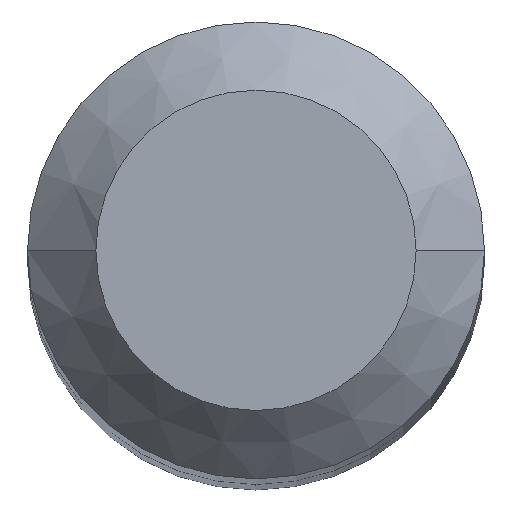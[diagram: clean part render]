
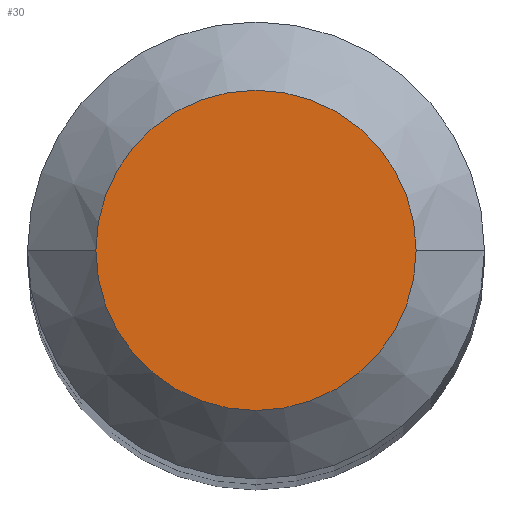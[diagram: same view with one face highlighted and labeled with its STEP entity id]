
A CAD part, top view. The second image highlights one B-rep face of the part: STEP entity #30.
In plain terms, the highlighted planar face has unit normal (0, 0, 1).
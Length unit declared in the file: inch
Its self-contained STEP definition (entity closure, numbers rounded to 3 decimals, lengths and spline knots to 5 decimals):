
#6 = EDGE_CURVE ( 'NONE', #179, #195, #211, .T. ) ;
#13 = ORIENTED_EDGE ( 'NONE', *, *, #194, .T. ) ;
#30 = ADVANCED_FACE ( 'NONE', ( #268 ), #87, .F. ) ;
#62 = AXIS2_PLACEMENT_3D ( 'NONE', #170, #359, #386 ) ;
#86 = DIRECTION ( 'NONE',  ( 0., 0., 1. ) ) ;
#87 = PLANE ( 'NONE',  #234 ) ;
#117 = CARTESIAN_POINT ( 'NONE',  ( -0.07325, 0., 0. ) ) ;
#164 = EDGE_LOOP ( 'NONE', ( #299, #13 ) ) ;
#170 = CARTESIAN_POINT ( 'NONE',  ( 0., 0., 0. ) ) ;
#179 = VERTEX_POINT ( 'NONE', #117 ) ;
#194 = EDGE_CURVE ( 'NONE', #195, #179, #381, .T. ) ;
#195 = VERTEX_POINT ( 'NONE', #246 ) ;
#198 = CARTESIAN_POINT ( 'NONE',  ( 0., 0., 0. ) ) ;
#211 = CIRCLE ( 'NONE', #62, 0.07325 ) ;
#234 = AXIS2_PLACEMENT_3D ( 'NONE', #198, #301, #390 ) ;
#246 = CARTESIAN_POINT ( 'NONE',  ( 0.07325, 0., 0. ) ) ;
#268 = FACE_OUTER_BOUND ( 'NONE', #164, .T. ) ;
#295 = AXIS2_PLACEMENT_3D ( 'NONE', #362, #86, #338 ) ;
#299 = ORIENTED_EDGE ( 'NONE', *, *, #6, .T. ) ;
#301 = DIRECTION ( 'NONE',  ( 0., 0., -1. ) ) ;
#338 = DIRECTION ( 'NONE',  ( 1., 0., 0. ) ) ;
#359 = DIRECTION ( 'NONE',  ( 0., 0., 1. ) ) ;
#362 = CARTESIAN_POINT ( 'NONE',  ( 0., 0., 0. ) ) ;
#381 = CIRCLE ( 'NONE', #295, 0.07325 ) ;
#386 = DIRECTION ( 'NONE',  ( 1., 0., 0. ) ) ;
#390 = DIRECTION ( 'NONE',  ( -1., 0., 0. ) ) ;
